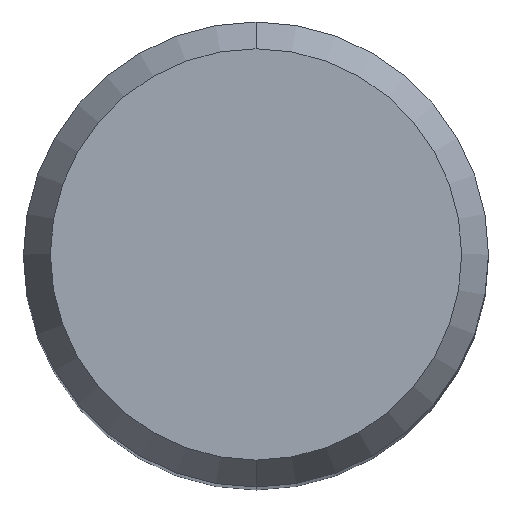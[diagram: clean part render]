
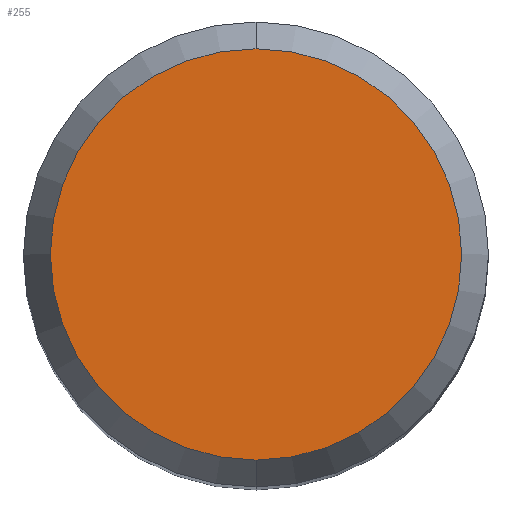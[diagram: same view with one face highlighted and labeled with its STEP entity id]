
A CAD part, top view. The second image highlights one B-rep face of the part: STEP entity #255.
In plain terms, the highlighted planar face has unit normal (0, 0, 1).
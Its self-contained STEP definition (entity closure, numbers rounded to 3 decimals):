
#255=ADVANCED_FACE('',(#553),#554,.T.);
#311=EDGE_CURVE('',#345,#321,#617,.T.);
#321=VERTEX_POINT('',#627);
#345=VERTEX_POINT('',#653);
#349=EDGE_CURVE('',#321,#345,#657,.T.);
#553=FACE_OUTER_BOUND('',#983,.T.);
#554=PLANE('',#984);
#617=CIRCLE('',#1106,4.423);
#627=CARTESIAN_POINT('',(0.0,4.423,0.0));
#653=CARTESIAN_POINT('',(0.,-4.423,0.0));
#657=CIRCLE('',#1181,4.423);
#983=EDGE_LOOP('',(#1500,#1501));
#984=AXIS2_PLACEMENT_3D('',#1502,#1503,#1504);
#1106=AXIS2_PLACEMENT_3D('',#1594,#1595,#1596);
#1181=AXIS2_PLACEMENT_3D('',#1618,#1619,#1620);
#1500=ORIENTED_EDGE('',*,*,#349,.F.);
#1501=ORIENTED_EDGE('',*,*,#311,.F.);
#1502=CARTESIAN_POINT('',(0.0,2.211,0.0));
#1503=DIRECTION('',(-0.0,0.0,1.0));
#1504=DIRECTION('',(0.0,-1.0,0.0));
#1594=CARTESIAN_POINT('',(0.0,0.0,0.0));
#1595=DIRECTION('',(0.0,0.0,-1.0));
#1596=DIRECTION('',(0.0,1.0,0.0));
#1618=CARTESIAN_POINT('',(0.0,0.0,0.0));
#1619=DIRECTION('',(0.0,0.0,-1.0));
#1620=DIRECTION('',(0.0,1.0,0.0));
